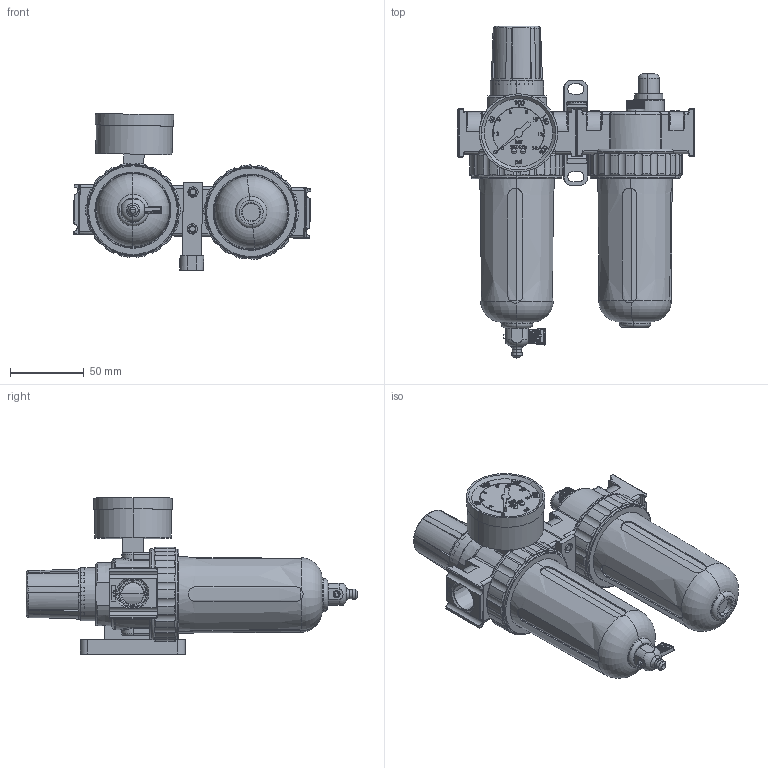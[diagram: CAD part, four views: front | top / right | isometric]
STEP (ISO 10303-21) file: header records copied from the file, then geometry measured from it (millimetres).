
FILE_DESCRIPTION (( 'STEP AP214' ), '1' );
FILE_NAME ('FRL89.STEP', '2021-11-16T09:26:32', ( 'User' ), ( '' ), 'SwSTEP 2.0', 'SolidWorks 2014', '' );
FILE_SCHEMA (( 'AUTOMOTIVE_DESIGN' ));
Length unit declared in the file: millimetre
Products named in the file (41): R8010; R8002; F8004; F5012; F5010; 2-埋入式壓力錶; R8901(4分); F8003; L8013; F8002; 內六角螺栓; FRL89; C8044; L89; L8016; L8015; L8001; L50調油螺絲; FR89
Assembly tree (25 placements, depth 3):
  R8010
  R8002
  F8004
  F5012
  F5010
Bounding box: 160.53 x 224.74 x 106.25 mm (x, y, z)
Volume: 383402.8 mm3; surface area: 243875.6 mm2
Topology: 20 solids, 20 shells, 2652 faces, 6760 edges, 4247 vertices
Faces by surface type: plane 1055, cylinder 834, bspline 366, torus 232, cone 124, sphere 41
Entity records: 103534 total; most frequent: CARTESIAN_POINT 40815, ORIENTED_EDGE 12464, DIRECTION 11141, EDGE_CURVE 6232, AXIS2_PLACEMENT_3D 4009, VERTEX_POINT 3968, VECTOR 3123, LINE 3123
